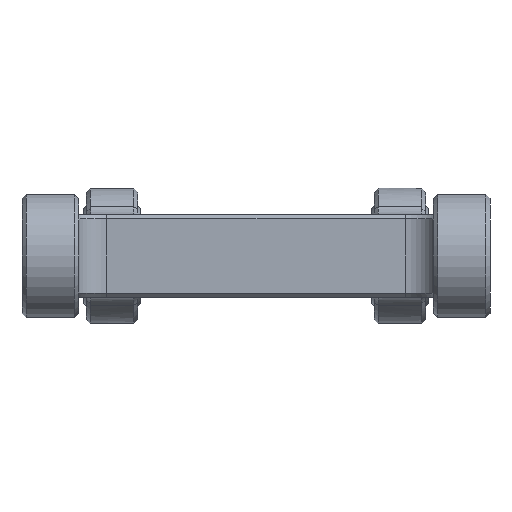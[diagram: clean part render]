
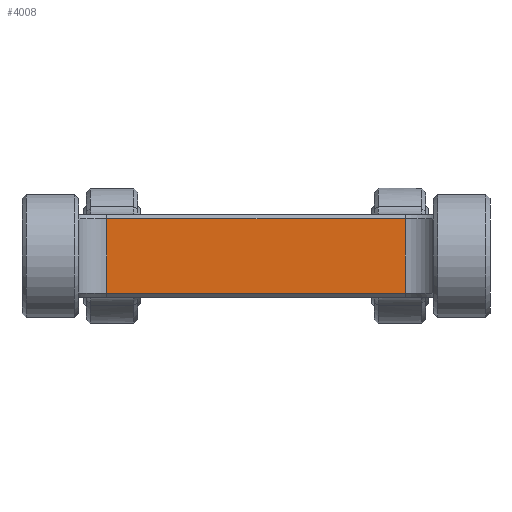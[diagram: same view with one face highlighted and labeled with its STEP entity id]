
A CAD part, front view. The second image highlights one B-rep face of the part: STEP entity #4008.
In plain terms, the highlighted planar face has unit normal (0, -1, 0).
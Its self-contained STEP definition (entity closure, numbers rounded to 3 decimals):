
#308 = CARTESIAN_POINT ( 'NONE',  ( 14.5, 12.5, 0. ) ) ;
#335 = VERTEX_POINT ( 'NONE', #802 ) ;
#650 = VECTOR ( 'NONE', #4476, 1000. ) ;
#802 = CARTESIAN_POINT ( 'NONE',  ( -14.5, 12.5, 7.6 ) ) ;
#1273 = PLANE ( 'NONE',  #5673 ) ;
#2589 = VERTEX_POINT ( 'NONE', #9613 ) ;
#2833 = VECTOR ( 'NONE', #4853, 1000. ) ;
#2993 = DIRECTION ( 'NONE',  ( 0., 1., 0. ) ) ;
#3022 = EDGE_CURVE ( 'NONE', #2589, #3788, #4153, .T. ) ;
#3788 = VERTEX_POINT ( 'NONE', #7143 ) ;
#3894 = DIRECTION ( 'NONE',  ( 0., 0., 1. ) ) ;
#4008 = ADVANCED_FACE ( 'NONE', ( #6373 ), #1273, .F. ) ;
#4153 = LINE ( 'NONE', #5249, #650 ) ;
#4476 = DIRECTION ( 'NONE',  ( 1., 0., 0. ) ) ;
#4853 = DIRECTION ( 'NONE',  ( 0., 0., 1. ) ) ;
#4892 = DIRECTION ( 'NONE',  ( -1., 0., 0. ) ) ;
#4907 = ORIENTED_EDGE ( 'NONE', *, *, #10067, .T. ) ;
#5249 = CARTESIAN_POINT ( 'NONE',  ( -28.13, 12.5, 0.4 ) ) ;
#5673 = AXIS2_PLACEMENT_3D ( 'NONE', #5721, #2993, #3894 ) ;
#5721 = CARTESIAN_POINT ( 'NONE',  ( -28.13, 12.5, 0. ) ) ;
#6294 = DIRECTION ( 'NONE',  ( 0., 0., -1. ) ) ;
#6305 = EDGE_CURVE ( 'NONE', #3788, #9671, #8287, .T. ) ;
#6373 = FACE_OUTER_BOUND ( 'NONE', #8422, .T. ) ;
#6717 = LINE ( 'NONE', #11485, #7832 ) ;
#6759 = ORIENTED_EDGE ( 'NONE', *, *, #3022, .T. ) ;
#7143 = CARTESIAN_POINT ( 'NONE',  ( 14.5, 12.5, 0.4 ) ) ;
#7610 = CARTESIAN_POINT ( 'NONE',  ( -14.5, 12.5, 7.6 ) ) ;
#7832 = VECTOR ( 'NONE', #6294, 1000. ) ;
#7873 = CARTESIAN_POINT ( 'NONE',  ( 14.5, 12.5, 7.6 ) ) ;
#8287 = LINE ( 'NONE', #308, #2833 ) ;
#8422 = EDGE_LOOP ( 'NONE', ( #9655, #10498, #4907, #6759 ) ) ;
#8647 = LINE ( 'NONE', #7610, #10078 ) ;
#9613 = CARTESIAN_POINT ( 'NONE',  ( -14.5, 12.5, 0.4 ) ) ;
#9655 = ORIENTED_EDGE ( 'NONE', *, *, #6305, .T. ) ;
#9671 = VERTEX_POINT ( 'NONE', #7873 ) ;
#10067 = EDGE_CURVE ( 'NONE', #335, #2589, #6717, .T. ) ;
#10078 = VECTOR ( 'NONE', #4892, 1000. ) ;
#10498 = ORIENTED_EDGE ( 'NONE', *, *, #10720, .T. ) ;
#10720 = EDGE_CURVE ( 'NONE', #9671, #335, #8647, .T. ) ;
#11485 = CARTESIAN_POINT ( 'NONE',  ( -14.5, 12.5, 0. ) ) ;
